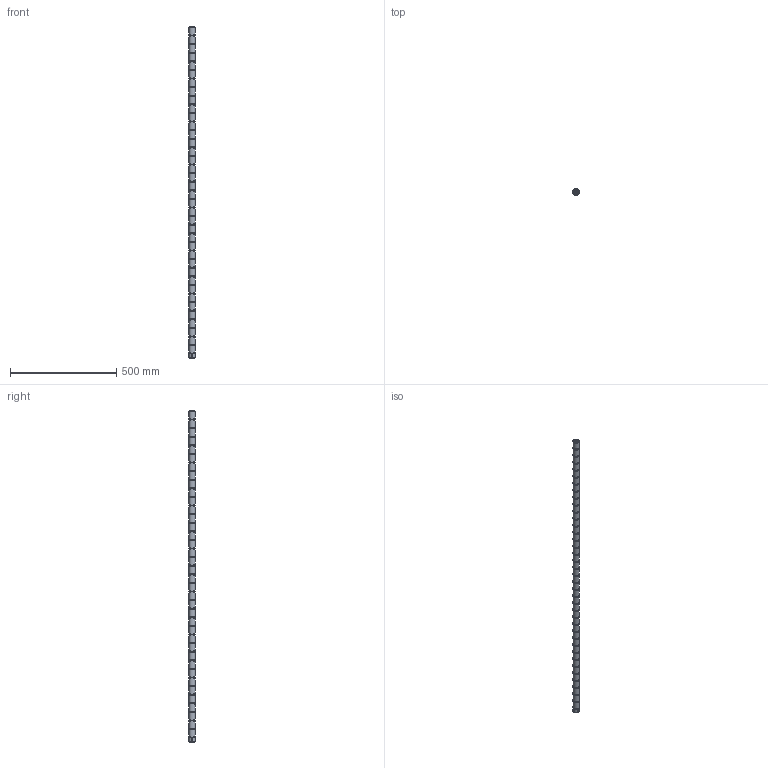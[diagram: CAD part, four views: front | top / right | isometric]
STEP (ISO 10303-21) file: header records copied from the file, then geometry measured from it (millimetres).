
FILE_DESCRIPTION(/* description */ ('STEP AP242','CAx-IF Rec.Pracs.---Representation and Presentation of Product Manufacturing Information (PMI)---4.0---2014-10-13','CAx-IF Rec.Pracs.---3D Tessellated Geometry---0.4---2014-09-14','2;1'),/* implementation_level */ '2;1');
FILE_NAME(/* name */ '65c0c75a84b0766d6a76fdca',/* time_stamp */ '2024-02-05T11:32:43Z',/* author */ (''),/* organization */ (''),/* preprocessor_version */ 'ST-DEVELOPER v19.4',/* originating_system */ ' ',/* authorisation */ ' ');
FILE_SCHEMA (('AP242_MANAGED_MODEL_BASED_3D_ENGINEERING_MIM_LF { 1 0 10303 442 1 1 4 }'));
Length unit declared in the file: metre
Products named in the file (5): control rod; inconel-600 expanded cap; Gd2O3-Al2O3 expanded bushing stack; inor-8 expanded wire & nozzle; inconel-600 expanded hose
Assembly tree (78 placements, depth 2):
  control rod
    inconel-600 expanded cap  x38
    Gd2O3-Al2O3 expanded bushing stack  x38
    inor-8 expanded wire & nozzle
    inconel-600 expanded hose
Bounding box: 29.34 x 29.38 x 1559.63 mm (x, y, z)
Volume: 616961 mm3; surface area: 875020.9 mm2
Topology: 78 solids, 116 shells, 665 faces, 1141 edges, 671 vertices
Faces by surface type: cylinder 238, plane 197, bspline 152, torus 78
Full cylindrical faces by diameter (mm): 3.178 x1, 6.356 x4, 12.712 x1, 15.892 x1, 18.673 x1, 19.323 x1, 20.087 x38, 21.104 x38, 21.348 x38, 27.447 x38, 27.97 x38, 28.987 x38, 29.289 x1
Entity records: 2081 total; most frequent: CARTESIAN_POINT 814, DIRECTION 284, AXIS2_PLACEMENT_3D 142, PRODUCT_DEFINITION_SHAPE 83, CONTEXT_DEPENDENT_SHAPE_REPRESENTATION 78, NEXT_ASSEMBLY_USAGE_OCCURRENCE 78, ITEM_DEFINED_TRANSFORMATION 78, ORIENTED_EDGE 78
